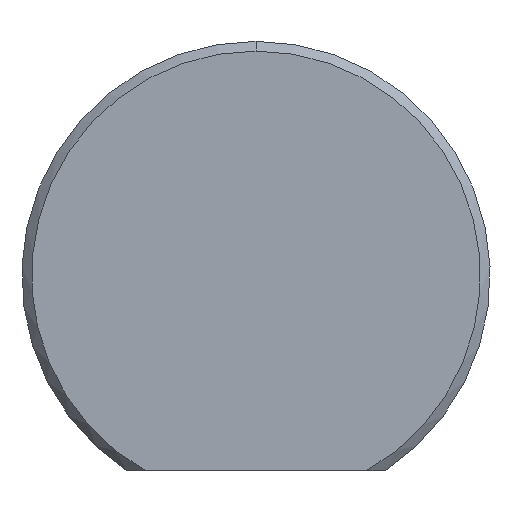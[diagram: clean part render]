
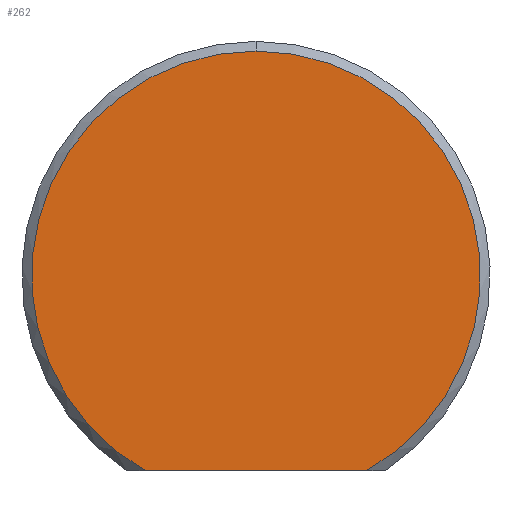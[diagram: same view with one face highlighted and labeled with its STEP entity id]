
A CAD part, front view. The second image highlights one B-rep face of the part: STEP entity #262.
In plain terms, the highlighted planar face has unit normal (0, -1, 0).
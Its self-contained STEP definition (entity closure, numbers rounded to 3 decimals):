
#28 = CARTESIAN_POINT ( 'NONE',  ( 1.42, 0., -2.5 ) ) ;
#29 = CARTESIAN_POINT ( 'NONE',  ( -1.42, 0., -2.5 ) ) ;
#46 = AXIS2_PLACEMENT_3D ( 'NONE', #143, #120, #54 ) ;
#47 = EDGE_CURVE ( 'NONE', #153, #168, #108, .T. ) ;
#54 = DIRECTION ( 'NONE',  ( 0., 0., 1. ) ) ;
#65 = EDGE_CURVE ( 'NONE', #168, #217, #209, .T. ) ;
#66 = ORIENTED_EDGE ( 'NONE', *, *, #232, .T. ) ;
#76 = VECTOR ( 'NONE', #151, 1000. ) ;
#77 = DIRECTION ( 'NONE',  ( 0., 1., 0. ) ) ;
#97 = PLANE ( 'NONE',  #215 ) ;
#108 = LINE ( 'NONE', #266, #76 ) ;
#120 = DIRECTION ( 'NONE',  ( 0., -1., 0. ) ) ;
#122 = CARTESIAN_POINT ( 'NONE',  ( 0., 0., 0. ) ) ;
#129 = CIRCLE ( 'NONE', #46, 2.875 ) ;
#143 = CARTESIAN_POINT ( 'NONE',  ( 0., 0., 0. ) ) ;
#145 = ORIENTED_EDGE ( 'NONE', *, *, #65, .T. ) ;
#151 = DIRECTION ( 'NONE',  ( 1., 0., 0. ) ) ;
#153 = VERTEX_POINT ( 'NONE', #29 ) ;
#168 = VERTEX_POINT ( 'NONE', #28 ) ;
#169 = AXIS2_PLACEMENT_3D ( 'NONE', #225, #202, #263 ) ;
#202 = DIRECTION ( 'NONE',  ( 0., -1., 0. ) ) ;
#209 = CIRCLE ( 'NONE', #169, 2.875 ) ;
#215 = AXIS2_PLACEMENT_3D ( 'NONE', #122, #77, #230 ) ;
#217 = VERTEX_POINT ( 'NONE', #249 ) ;
#219 = EDGE_LOOP ( 'NONE', ( #238, #145, #66 ) ) ;
#225 = CARTESIAN_POINT ( 'NONE',  ( 0., 0., 0. ) ) ;
#230 = DIRECTION ( 'NONE',  ( 0., 0., 1. ) ) ;
#232 = EDGE_CURVE ( 'NONE', #217, #153, #129, .T. ) ;
#238 = ORIENTED_EDGE ( 'NONE', *, *, #47, .T. ) ;
#245 = FACE_OUTER_BOUND ( 'NONE', #219, .T. ) ;
#249 = CARTESIAN_POINT ( 'NONE',  ( 0., 0., 2.875 ) ) ;
#262 = ADVANCED_FACE ( 'NONE', ( #245 ), #97, .F. ) ;
#263 = DIRECTION ( 'NONE',  ( 0., 0., 1. ) ) ;
#266 = CARTESIAN_POINT ( 'NONE',  ( 0., 0., -2.5 ) ) ;
